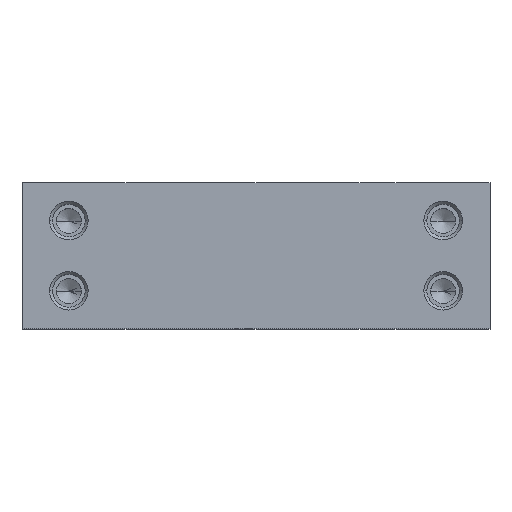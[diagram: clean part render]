
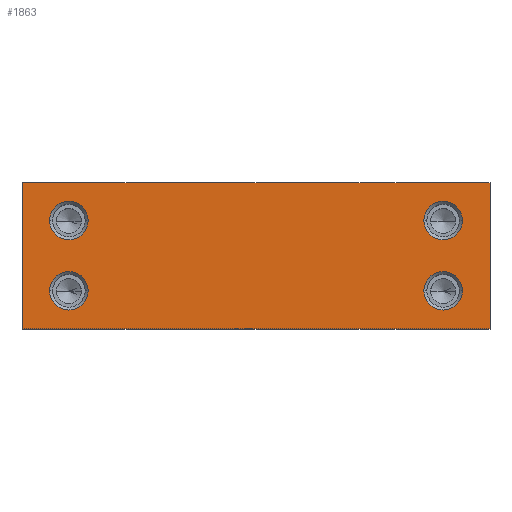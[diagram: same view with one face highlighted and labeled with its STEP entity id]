
A CAD part, top view. The second image highlights one B-rep face of the part: STEP entity #1863.
In plain terms, the highlighted planar face has unit normal (0, 0, 1).
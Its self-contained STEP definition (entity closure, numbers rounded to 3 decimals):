
#27 = CARTESIAN_POINT ( 'NONE',  ( 64., 37., 33. ) ) ;
#32 = DIRECTION ( 'NONE',  ( 0., -1., 0. ) ) ;
#34 = CARTESIAN_POINT ( 'NONE',  ( 80., 50., 33. ) ) ;
#35 = LINE ( 'NONE', #34, #1847 ) ;
#45 = DIRECTION ( 'NONE',  ( -1., 0., 0. ) ) ;
#47 = CARTESIAN_POINT ( 'NONE',  ( 64., 13., 33. ) ) ;
#48 = DIRECTION ( 'NONE',  ( 0., -1., 0. ) ) ;
#49 = CARTESIAN_POINT ( 'NONE',  ( -80., 50., 33. ) ) ;
#51 = LINE ( 'NONE', #49, #1852 ) ;
#52 = DIRECTION ( 'NONE',  ( 0., 0., -1. ) ) ;
#53 = DIRECTION ( 'NONE',  ( 1., 0., 0. ) ) ;
#54 = CARTESIAN_POINT ( 'NONE',  ( 80., 0., 33. ) ) ;
#55 = LINE ( 'NONE', #59, #1848 ) ;
#57 = DIRECTION ( 'NONE',  ( -1., 0., 0. ) ) ;
#59 = CARTESIAN_POINT ( 'NONE',  ( 80., 50., 33. ) ) ;
#60 = DIRECTION ( 'NONE',  ( 0., 0., -1. ) ) ;
#61 = DIRECTION ( 'NONE',  ( 1., 0., 0. ) ) ;
#62 = LINE ( 'NONE', #54, #1850 ) ;
#66 = CARTESIAN_POINT ( 'NONE',  ( -64., 37., 33. ) ) ;
#123 = DIRECTION ( 'NONE',  ( 0., 0., -1. ) ) ;
#124 = CARTESIAN_POINT ( 'NONE',  ( -64., 13., 33. ) ) ;
#125 = DIRECTION ( 'NONE',  ( -1., 0., 0. ) ) ;
#132 = DIRECTION ( 'NONE',  ( -1., 0., 0. ) ) ;
#171 = DIRECTION ( 'NONE',  ( 0., 0., -1. ) ) ;
#394 = EDGE_CURVE ( 'NONE', #1676, #1677, #1959, .T. ) ;
#395 = EDGE_CURVE ( 'NONE', #1680, #1681, #1960, .T. ) ;
#399 = EDGE_CURVE ( 'NONE', #1688, #1689, #1963, .T. ) ;
#401 = EDGE_CURVE ( 'NONE', #1704, #1703, #35, .T. ) ;
#402 = EDGE_CURVE ( 'NONE', #1684, #1687, #1964, .T. ) ;
#403 = EDGE_CURVE ( 'NONE', #1705, #1704, #55, .T. ) ;
#404 = EDGE_CURVE ( 'NONE', #1702, #1703, #62, .T. ) ;
#405 = EDGE_CURVE ( 'NONE', #1705, #1702, #51, .T. ) ;
#424 = CARTESIAN_POINT ( 'NONE',  ( -80., 50., 33. ) ) ;
#425 = CARTESIAN_POINT ( 'NONE',  ( 80., 50., 33. ) ) ;
#426 = CARTESIAN_POINT ( 'NONE',  ( 80., 0., 33. ) ) ;
#427 = CARTESIAN_POINT ( 'NONE',  ( -80., 0., 33. ) ) ;
#432 = CARTESIAN_POINT ( 'NONE',  ( 70.6, 37., 33. ) ) ;
#480 = FACE_BOUND ( 'NONE', #1494, .T. ) ;
#484 = AXIS2_PLACEMENT_3D ( 'NONE', #799, #800, #801 ) ;
#485 = FACE_BOUND ( 'NONE', #1497, .T. ) ;
#487 = FACE_BOUND ( 'NONE', #1498, .T. ) ;
#489 = FACE_BOUND ( 'NONE', #1505, .T. ) ;
#491 = FACE_OUTER_BOUND ( 'NONE', #1495, .T. ) ;
#625 = AXIS2_PLACEMENT_3D ( 'NONE', #978, #985, #986 ) ;
#629 = AXIS2_PLACEMENT_3D ( 'NONE', #990, #997, #998 ) ;
#633 = AXIS2_PLACEMENT_3D ( 'NONE', #1002, #1009, #1010 ) ;
#636 = AXIS2_PLACEMENT_3D ( 'NONE', #1014, #1021, #1022 ) ;
#798 = PLANE ( 'NONE',  #484 ) ;
#799 = CARTESIAN_POINT ( 'NONE',  ( 80., 50., 33. ) ) ;
#800 = DIRECTION ( 'NONE',  ( 0., 0., -1. ) ) ;
#801 = DIRECTION ( 'NONE',  ( -1., 0., 0. ) ) ;
#978 = CARTESIAN_POINT ( 'NONE',  ( 64., 37., 33. ) ) ;
#985 = DIRECTION ( 'NONE',  ( 0., 0., -1. ) ) ;
#986 = DIRECTION ( 'NONE',  ( -1., 0., 0. ) ) ;
#990 = CARTESIAN_POINT ( 'NONE',  ( 64., 13., 33. ) ) ;
#997 = DIRECTION ( 'NONE',  ( 0., 0., -1. ) ) ;
#998 = DIRECTION ( 'NONE',  ( -1., 0., 0. ) ) ;
#1002 = CARTESIAN_POINT ( 'NONE',  ( -64., 13., 33. ) ) ;
#1009 = DIRECTION ( 'NONE',  ( 0., 0., -1. ) ) ;
#1010 = DIRECTION ( 'NONE',  ( -1., 0., 0. ) ) ;
#1014 = CARTESIAN_POINT ( 'NONE',  ( -64., 37., 33. ) ) ;
#1021 = DIRECTION ( 'NONE',  ( 0., 0., -1. ) ) ;
#1022 = DIRECTION ( 'NONE',  ( -1., 0., 0. ) ) ;
#1494 = EDGE_LOOP ( 'NONE', ( #1666, #1664 ) ) ;
#1495 = EDGE_LOOP ( 'NONE', ( #1667, #1670, #1668, #1669 ) ) ;
#1497 = EDGE_LOOP ( 'NONE', ( #1665, #1661 ) ) ;
#1498 = EDGE_LOOP ( 'NONE', ( #1654, #1653 ) ) ;
#1505 = EDGE_LOOP ( 'NONE', ( #1655, #1656 ) ) ;
#1653 = ORIENTED_EDGE ( 'NONE', *, *, #395, .T. ) ;
#1654 = ORIENTED_EDGE ( 'NONE', *, *, #1928, .T. ) ;
#1655 = ORIENTED_EDGE ( 'NONE', *, *, #1932, .T. ) ;
#1656 = ORIENTED_EDGE ( 'NONE', *, *, #394, .T. ) ;
#1661 = ORIENTED_EDGE ( 'NONE', *, *, #402, .T. ) ;
#1664 = ORIENTED_EDGE ( 'NONE', *, *, #399, .T. ) ;
#1665 = ORIENTED_EDGE ( 'NONE', *, *, #1924, .T. ) ;
#1666 = ORIENTED_EDGE ( 'NONE', *, *, #1920, .T. ) ;
#1667 = ORIENTED_EDGE ( 'NONE', *, *, #404, .T. ) ;
#1668 = ORIENTED_EDGE ( 'NONE', *, *, #403, .F. ) ;
#1669 = ORIENTED_EDGE ( 'NONE', *, *, #405, .T. ) ;
#1670 = ORIENTED_EDGE ( 'NONE', *, *, #401, .F. ) ;
#1676 = VERTEX_POINT ( 'NONE', #2067 ) ;
#1677 = VERTEX_POINT ( 'NONE', #2065 ) ;
#1680 = VERTEX_POINT ( 'NONE', #2060 ) ;
#1681 = VERTEX_POINT ( 'NONE', #2058 ) ;
#1684 = VERTEX_POINT ( 'NONE', #2054 ) ;
#1687 = VERTEX_POINT ( 'NONE', #2048 ) ;
#1688 = VERTEX_POINT ( 'NONE', #2046 ) ;
#1689 = VERTEX_POINT ( 'NONE', #432 ) ;
#1702 = VERTEX_POINT ( 'NONE', #427 ) ;
#1703 = VERTEX_POINT ( 'NONE', #426 ) ;
#1704 = VERTEX_POINT ( 'NONE', #425 ) ;
#1705 = VERTEX_POINT ( 'NONE', #424 ) ;
#1838 = AXIS2_PLACEMENT_3D ( 'NONE', #66, #171, #132 ) ;
#1840 = AXIS2_PLACEMENT_3D ( 'NONE', #124, #123, #125 ) ;
#1843 = AXIS2_PLACEMENT_3D ( 'NONE', #27, #52, #45 ) ;
#1846 = AXIS2_PLACEMENT_3D ( 'NONE', #47, #60, #57 ) ;
#1847 = VECTOR ( 'NONE', #32, 1000. ) ;
#1848 = VECTOR ( 'NONE', #61, 1000. ) ;
#1850 = VECTOR ( 'NONE', #53, 1000. ) ;
#1852 = VECTOR ( 'NONE', #48, 1000. ) ;
#1863 = ADVANCED_FACE ( 'NONE', ( #480, #485, #487, #489, #491 ), #798, .F. ) ;
#1920 = EDGE_CURVE ( 'NONE', #1689, #1688, #1992, .T. ) ;
#1924 = EDGE_CURVE ( 'NONE', #1687, #1684, #1994, .T. ) ;
#1928 = EDGE_CURVE ( 'NONE', #1681, #1680, #1996, .T. ) ;
#1932 = EDGE_CURVE ( 'NONE', #1677, #1676, #1998, .T. ) ;
#1959 = CIRCLE ( 'NONE', #1838, 6.6 ) ;
#1960 = CIRCLE ( 'NONE', #1840, 6.6 ) ;
#1963 = CIRCLE ( 'NONE', #1843, 6.6 ) ;
#1964 = CIRCLE ( 'NONE', #1846, 6.6 ) ;
#1992 = CIRCLE ( 'NONE', #625, 6.6 ) ;
#1994 = CIRCLE ( 'NONE', #629, 6.6 ) ;
#1996 = CIRCLE ( 'NONE', #633, 6.6 ) ;
#1998 = CIRCLE ( 'NONE', #636, 6.6 ) ;
#2046 = CARTESIAN_POINT ( 'NONE',  ( 57.4, 37., 33. ) ) ;
#2048 = CARTESIAN_POINT ( 'NONE',  ( 70.6, 13., 33. ) ) ;
#2054 = CARTESIAN_POINT ( 'NONE',  ( 57.4, 13., 33. ) ) ;
#2058 = CARTESIAN_POINT ( 'NONE',  ( -57.4, 13., 33. ) ) ;
#2060 = CARTESIAN_POINT ( 'NONE',  ( -70.6, 13., 33. ) ) ;
#2065 = CARTESIAN_POINT ( 'NONE',  ( -57.4, 37., 33. ) ) ;
#2067 = CARTESIAN_POINT ( 'NONE',  ( -70.6, 37., 33. ) ) ;
